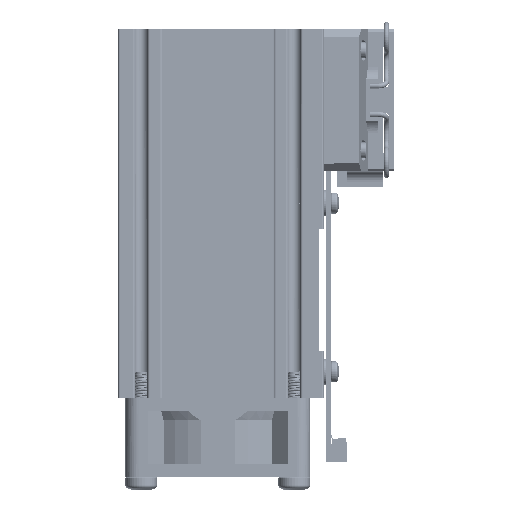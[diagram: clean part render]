
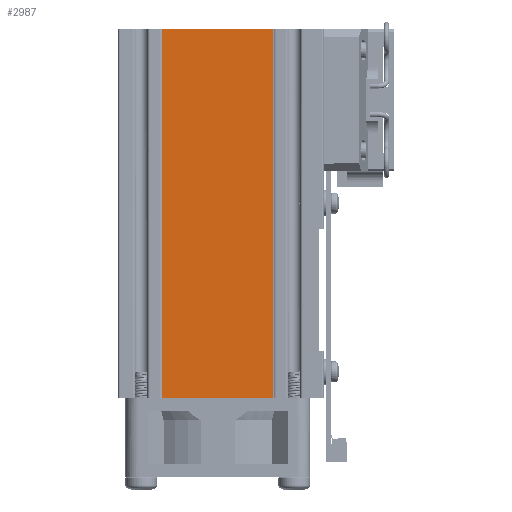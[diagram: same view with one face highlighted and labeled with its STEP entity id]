
A CAD part, left-side view. The second image highlights one B-rep face of the part: STEP entity #2987.
In plain terms, the highlighted planar face has unit normal (-1, 0, 0).
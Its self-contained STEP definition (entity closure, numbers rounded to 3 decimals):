
#2987=ADVANCED_FACE('',(#5646),#5083,.T.);
#5083=PLANE('',#40307);
#5646=FACE_OUTER_BOUND('',#7687,.T.);
#7687=EDGE_LOOP('',(#13422,#13423,#13424,#13425));
#13422=ORIENTED_EDGE('',*,*,#29653,.T.);
#13423=ORIENTED_EDGE('',*,*,#29654,.F.);
#13424=ORIENTED_EDGE('',*,*,#29655,.T.);
#13425=ORIENTED_EDGE('',*,*,#29656,.T.);
#25512=VERTEX_POINT('',#54431);
#25513=VERTEX_POINT('',#54432);
#25514=VERTEX_POINT('',#54434);
#25515=VERTEX_POINT('',#54436);
#29653=EDGE_CURVE('',#25512,#25513,#35429,.T.);
#29654=EDGE_CURVE('',#25514,#25513,#35430,.T.);
#29655=EDGE_CURVE('',#25514,#25515,#35431,.T.);
#29656=EDGE_CURVE('',#25515,#25512,#35432,.T.);
#35429=LINE('',#54430,#37915);
#35430=LINE('',#54433,#37916);
#35431=LINE('',#54435,#37917);
#35432=LINE('',#54437,#37918);
#37915=VECTOR('',#43407,1.);
#37916=VECTOR('',#43408,1.);
#37917=VECTOR('',#43409,1.);
#37918=VECTOR('',#43410,1.);
#40307=AXIS2_PLACEMENT_3D('',#54438,#43411,#43412);
#43407=DIRECTION('',(0.,0.,-1.));
#43408=DIRECTION('',(0.,1.,0.));
#43409=DIRECTION('',(0.,0.,1.));
#43410=DIRECTION('',(0.,1.,0.));
#43411=DIRECTION('',(-1.,0.,0.));
#43412=DIRECTION('',(0.,-1.,0.));
#54430=CARTESIAN_POINT('',(-17.3,30.6,11.515));
#54431=CARTESIAN_POINT('',(-17.3,30.6,11.515));
#54432=CARTESIAN_POINT('',(-17.3,30.6,-58.485));
#54433=CARTESIAN_POINT('',(-17.3,13.,-58.485));
#54434=CARTESIAN_POINT('',(-17.3,9.6,-58.485));
#54435=CARTESIAN_POINT('',(-17.3,9.6,11.515));
#54436=CARTESIAN_POINT('',(-17.3,9.6,11.515));
#54437=CARTESIAN_POINT('',(-17.3,13.,11.515));
#54438=CARTESIAN_POINT('',(-17.3,0.,11.515));
